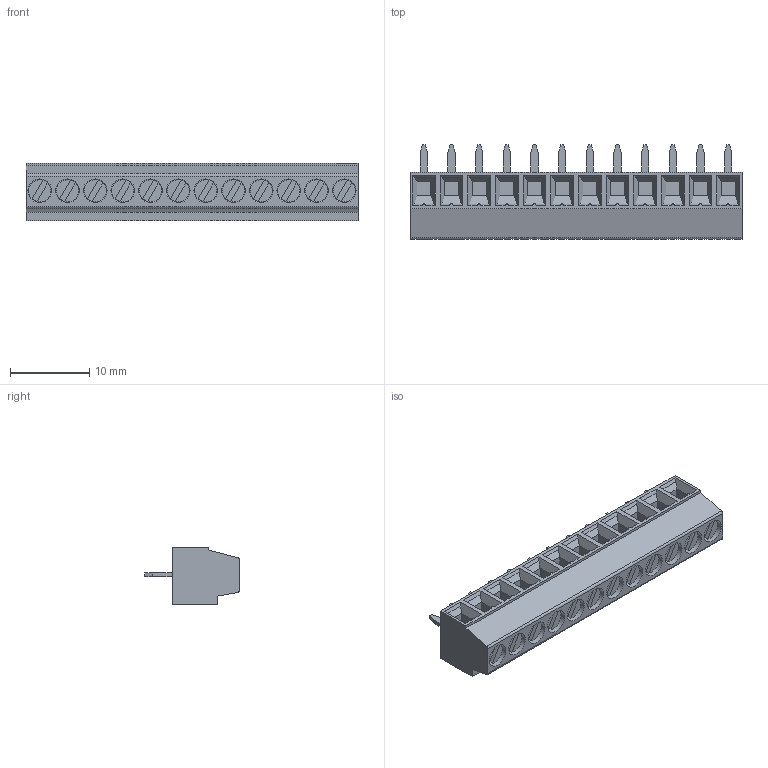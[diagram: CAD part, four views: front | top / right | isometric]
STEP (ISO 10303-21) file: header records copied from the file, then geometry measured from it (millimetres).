
FILE_DESCRIPTION( ( 'STEP AP214' ), '1' );
FILE_NAME( 'MV1312-3,5-V-L.stp', ' ', ( ' ' ), ( ' ' ), 'PSStep 14.0', 'VISI 19.0', ' ' );
FILE_SCHEMA( ( 'AUTOMOTIVE_DESIGN { 1 0 10303 214 1 1 1 1 }' ) );
Length unit declared in the file: millimetre
Products named in the file (1): 1
Bounding box: 42 x 12 x 7.3 mm (x, y, z)
Volume: 1953.4 mm3; surface area: 2409.7 mm2
Topology: 1 solids, 1 shells, 408 faces, 1002 edges, 656 vertices
Faces by surface type: plane 322, cylinder 62, cone 12, torus 12
Full cylindrical faces by diameter (mm): 2 x12, 2.1 x12, 2.8 x12, 3 x12
Entity records: 14511 total; most frequent: CARTESIAN_POINT 1923, DIRECTION 1908, ORIENTED_EDGE 1788, EDGE_CURVE 894, LINE 698, VECTOR 698, VERTEX_POINT 620, AXIS2_PLACEMENT_3D 605
